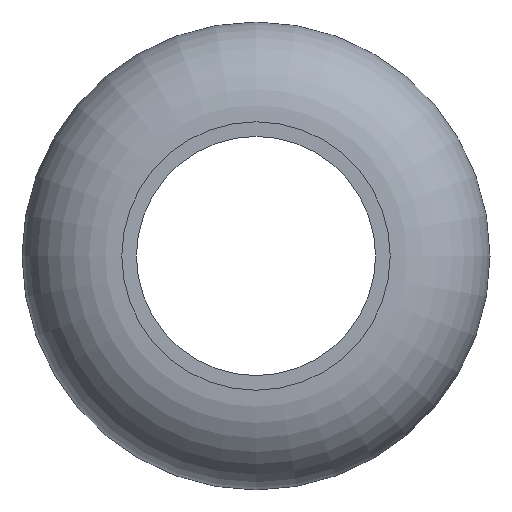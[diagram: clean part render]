
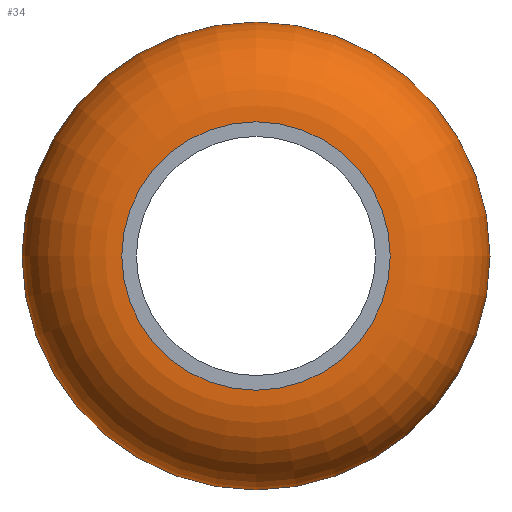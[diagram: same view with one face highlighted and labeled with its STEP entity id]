
A CAD part, left-side view. The second image highlights one B-rep face of the part: STEP entity #34.
In plain terms, the highlighted toroidal (fillet/blend) face has major radius 13.997 mm and minor radius 10.003 mm.
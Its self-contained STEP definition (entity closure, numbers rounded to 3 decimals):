
#34 = ADVANCED_FACE( '', ( #69, #70, #71 ), #72, .T. );
#69 = FACE_BOUND( '', #110, .T. );
#70 = FACE_OUTER_BOUND( '', #111, .T. );
#71 = FACE_OUTER_BOUND( '', #112, .T. );
#72 = TOROIDAL_SURFACE( '', #113, 13.997, 10.003 );
#110 = VERTEX_LOOP( '', #147 );
#111 = EDGE_LOOP( '', ( #148 ) );
#112 = EDGE_LOOP( '', ( #149 ) );
#113 = AXIS2_PLACEMENT_3D( '', #150, #151, #152 );
#147 = VERTEX_POINT( '', #194 );
#148 = ORIENTED_EDGE( '', *, *, #195, .T. );
#149 = ORIENTED_EDGE( '', *, *, #196, .F. );
#150 = CARTESIAN_POINT( '', ( 25., 0., 0. ) );
#151 = DIRECTION( '', ( 1., 0., 0. ) );
#152 = DIRECTION( '', ( 0., 0., -1. ) );
#194 = CARTESIAN_POINT( '', ( 25., 0., -24. ) );
#195 = EDGE_CURVE( '', #214, #214, #215, .T. );
#196 = EDGE_CURVE( '', #216, #216, #217, .T. );
#214 = VERTEX_POINT( '', #238 );
#215 = CIRCLE( '', #239, 13.75 );
#216 = VERTEX_POINT( '', #240 );
#217 = CIRCLE( '', #241, 13.75 );
#238 = CARTESIAN_POINT( '', ( 15., 0., -13.75 ) );
#239 = AXIS2_PLACEMENT_3D( '', #262, #263, #264 );
#240 = CARTESIAN_POINT( '', ( 35., 0., -13.75 ) );
#241 = AXIS2_PLACEMENT_3D( '', #265, #266, #267 );
#262 = CARTESIAN_POINT( '', ( 15., 0., 0. ) );
#263 = DIRECTION( '', ( 1., 0., 0. ) );
#264 = DIRECTION( '', ( 0., 0., -1. ) );
#265 = CARTESIAN_POINT( '', ( 35., 0., 0. ) );
#266 = DIRECTION( '', ( 1., 0., 0. ) );
#267 = DIRECTION( '', ( 0., 0., -1. ) );
